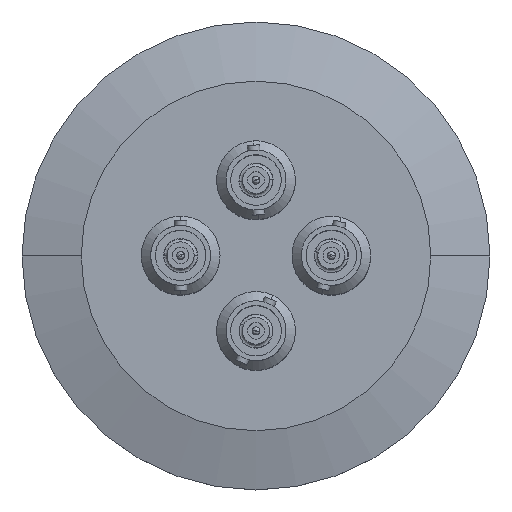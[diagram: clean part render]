
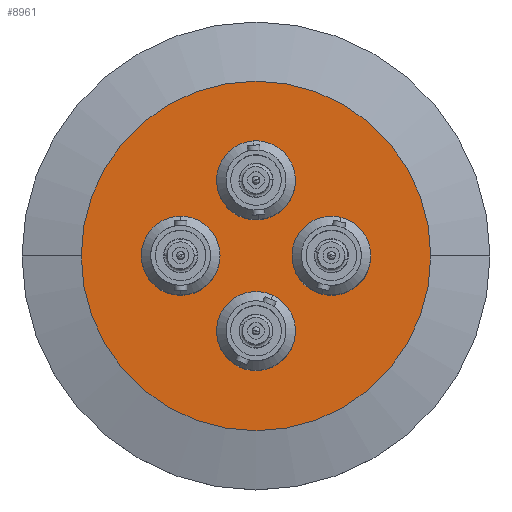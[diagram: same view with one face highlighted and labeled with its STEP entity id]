
A CAD part, top view. The second image highlights one B-rep face of the part: STEP entity #8961.
In plain terms, the highlighted planar face has unit normal (0, 0, 1).
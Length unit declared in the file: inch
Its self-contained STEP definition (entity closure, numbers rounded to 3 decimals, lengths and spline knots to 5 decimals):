
#40 = CARTESIAN_POINT ( 'NONE',  ( 0., 0., 0.2 ) ) ;
#41 = DIRECTION ( 'NONE',  ( 0., 0., 1. ) ) ;
#42 = DIRECTION ( 'NONE',  ( 1., 0., 0. ) ) ;
#914 = CARTESIAN_POINT ( 'NONE',  ( 0., -0.475, 0.2 ) ) ;
#915 = DIRECTION ( 'NONE',  ( 0., 0., 1. ) ) ;
#916 = DIRECTION ( 'NONE',  ( 1., 0., 0. ) ) ;
#1103 = CARTESIAN_POINT ( 'NONE',  ( 0., -0.475, 0.2 ) ) ;
#1104 = DIRECTION ( 'NONE',  ( 0., 0., 1. ) ) ;
#1105 = DIRECTION ( 'NONE',  ( 1., 0., 0. ) ) ;
#1107 = CARTESIAN_POINT ( 'NONE',  ( 0.475, 0., 0.2 ) ) ;
#1108 = DIRECTION ( 'NONE',  ( 0., 0., 1. ) ) ;
#1109 = DIRECTION ( 'NONE',  ( 1., 0., 0. ) ) ;
#1110 = CARTESIAN_POINT ( 'NONE',  ( 0., 0.475, 0.2 ) ) ;
#1111 = DIRECTION ( 'NONE',  ( 0., 0., 1. ) ) ;
#1112 = DIRECTION ( 'NONE',  ( 1., 0., 0. ) ) ;
#1113 = CARTESIAN_POINT ( 'NONE',  ( -0.475, 0., 0.2 ) ) ;
#1114 = DIRECTION ( 'NONE',  ( 0., 0., 1. ) ) ;
#1115 = DIRECTION ( 'NONE',  ( 1., 0., 0. ) ) ;
#1116 = CARTESIAN_POINT ( 'NONE',  ( 0., 0., 0.2 ) ) ;
#1117 = DIRECTION ( 'NONE',  ( 0., 0., 1. ) ) ;
#1118 = DIRECTION ( 'NONE',  ( 1., 0., 0. ) ) ;
#1242 = VERTEX_POINT ( 'NONE', #3569 ) ;
#1243 = VERTEX_POINT ( 'NONE', #3570 ) ;
#1403 = CIRCLE ( 'NONE', #6665, 0.2485 ) ;
#1404 = CIRCLE ( 'NONE', #6669, 1.10179 ) ;
#1406 = CIRCLE ( 'NONE', #6666, 0.2485 ) ;
#1408 = CIRCLE ( 'NONE', #6667, 0.2485 ) ;
#1409 = CIRCLE ( 'NONE', #6668, 0.2485 ) ;
#1925 = VERTEX_POINT ( 'NONE', #2128 ) ;
#1926 = VERTEX_POINT ( 'NONE', #2129 ) ;
#2001 = ORIENTED_EDGE ( 'NONE', *, *, #3942, .F. ) ;
#2128 = CARTESIAN_POINT ( 'NONE',  ( 0.41466, -0.24106, 0.2 ) ) ;
#2129 = CARTESIAN_POINT ( 'NONE',  ( 0.53534, 0.24106, 0.2 ) ) ;
#2552 = DIRECTION ( 'NONE',  ( 0., 0., 1. ) ) ;
#2554 = PLANE ( 'NONE',  #8655 ) ;
#2556 = CARTESIAN_POINT ( 'NONE',  ( 0., 0., 0.2 ) ) ;
#2558 = DIRECTION ( 'NONE',  ( 1., 0., 0. ) ) ;
#3042 = CARTESIAN_POINT ( 'NONE',  ( 0., 0.475, 0.2 ) ) ;
#3043 = DIRECTION ( 'NONE',  ( 0., 0., 1. ) ) ;
#3044 = DIRECTION ( 'NONE',  ( 1., 0., 0. ) ) ;
#3356 = CARTESIAN_POINT ( 'NONE',  ( -0.475, -0.2485, 0.2 ) ) ;
#3357 = CARTESIAN_POINT ( 'NONE',  ( -0.475, 0.2485, 0.2 ) ) ;
#3569 = CARTESIAN_POINT ( 'NONE',  ( 1.10179, 0., 0.2 ) ) ;
#3570 = CARTESIAN_POINT ( 'NONE',  ( -1.10179, 0., 0.2 ) ) ;
#3859 = AXIS2_PLACEMENT_3D ( 'NONE', #40, #41, #42 ) ;
#3942 = EDGE_CURVE ( 'NONE', #10359, #10509, #1403, .T. ) ;
#3943 = EDGE_CURVE ( 'NONE', #1926, #1925, #1406, .T. ) ;
#3944 = EDGE_CURVE ( 'NONE', #7194, #7193, #1408, .T. ) ;
#3945 = EDGE_CURVE ( 'NONE', #9615, #9614, #1409, .T. ) ;
#3946 = EDGE_CURVE ( 'NONE', #1243, #1242, #1404, .T. ) ;
#4208 = CIRCLE ( 'NONE', #3859, 1.10179 ) ;
#4530 = EDGE_CURVE ( 'NONE', #1242, #1243, #4208, .T. ) ;
#5233 = CARTESIAN_POINT ( 'NONE',  ( -0.475, 0., 0.2 ) ) ;
#5234 = DIRECTION ( 'NONE',  ( 0., 0., 1. ) ) ;
#5236 = DIRECTION ( 'NONE',  ( 1., 0., 0. ) ) ;
#5740 = CARTESIAN_POINT ( 'NONE',  ( 0.475, 0., 0.2 ) ) ;
#5742 = DIRECTION ( 'NONE',  ( 0., 0., 1. ) ) ;
#5744 = DIRECTION ( 'NONE',  ( 1., 0., 0. ) ) ;
#6052 = CARTESIAN_POINT ( 'NONE',  ( 0.10489, -0.24972, 0.2 ) ) ;
#6115 = CARTESIAN_POINT ( 'NONE',  ( -0.10489, -0.70028, 0.2 ) ) ;
#6277 = CIRCLE ( 'NONE', #7698, 0.2485 ) ;
#6354 = CIRCLE ( 'NONE', #7729, 0.2485 ) ;
#6665 = AXIS2_PLACEMENT_3D ( 'NONE', #1103, #1104, #1105 ) ;
#6666 = AXIS2_PLACEMENT_3D ( 'NONE', #1107, #1108, #1109 ) ;
#6667 = AXIS2_PLACEMENT_3D ( 'NONE', #1110, #1111, #1112 ) ;
#6668 = AXIS2_PLACEMENT_3D ( 'NONE', #1113, #1114, #1115 ) ;
#6669 = AXIS2_PLACEMENT_3D ( 'NONE', #1116, #1117, #1118 ) ;
#7162 = ORIENTED_EDGE ( 'NONE', *, *, #8464, .F. ) ;
#7163 = ORIENTED_EDGE ( 'NONE', *, *, #3943, .F. ) ;
#7164 = ORIENTED_EDGE ( 'NONE', *, *, #10123, .F. ) ;
#7165 = ORIENTED_EDGE ( 'NONE', *, *, #3944, .F. ) ;
#7166 = ORIENTED_EDGE ( 'NONE', *, *, #9384, .F. ) ;
#7167 = ORIENTED_EDGE ( 'NONE', *, *, #3945, .F. ) ;
#7168 = ORIENTED_EDGE ( 'NONE', *, *, #7958, .F. ) ;
#7169 = ORIENTED_EDGE ( 'NONE', *, *, #3946, .T. ) ;
#7170 = ORIENTED_EDGE ( 'NONE', *, *, #4530, .T. ) ;
#7193 = VERTEX_POINT ( 'NONE', #9084 ) ;
#7194 = VERTEX_POINT ( 'NONE', #9085 ) ;
#7698 = AXIS2_PLACEMENT_3D ( 'NONE', #5233, #5234, #5236 ) ;
#7729 = AXIS2_PLACEMENT_3D ( 'NONE', #914, #915, #916 ) ;
#7958 = EDGE_CURVE ( 'NONE', #9614, #9615, #6277, .T. ) ;
#8159 = AXIS2_PLACEMENT_3D ( 'NONE', #5740, #5742, #5744 ) ;
#8464 = EDGE_CURVE ( 'NONE', #10509, #10359, #6354, .T. ) ;
#8655 = AXIS2_PLACEMENT_3D ( 'NONE', #2556, #2552, #2558 ) ;
#8766 = AXIS2_PLACEMENT_3D ( 'NONE', #3042, #3043, #3044 ) ;
#8961 = ADVANCED_FACE ( 'NONE', ( #10662, #10668, #10664, #10661, #10666 ), #2554, .T. ) ;
#9084 = CARTESIAN_POINT ( 'NONE',  ( 0.01845, 0.22719, 0.2 ) ) ;
#9085 = CARTESIAN_POINT ( 'NONE',  ( -0.01845, 0.72281, 0.2 ) ) ;
#9384 = EDGE_CURVE ( 'NONE', #7193, #7194, #9751, .T. ) ;
#9614 = VERTEX_POINT ( 'NONE', #3356 ) ;
#9615 = VERTEX_POINT ( 'NONE', #3357 ) ;
#9751 = CIRCLE ( 'NONE', #8766, 0.2485 ) ;
#9923 = CIRCLE ( 'NONE', #8159, 0.2485 ) ;
#10123 = EDGE_CURVE ( 'NONE', #1925, #1926, #9923, .T. ) ;
#10218 = EDGE_LOOP ( 'NONE', ( #7169, #7170 ) ) ;
#10222 = EDGE_LOOP ( 'NONE', ( #2001, #7162 ) ) ;
#10223 = EDGE_LOOP ( 'NONE', ( #7163, #7164 ) ) ;
#10224 = EDGE_LOOP ( 'NONE', ( #7167, #7168 ) ) ;
#10225 = EDGE_LOOP ( 'NONE', ( #7165, #7166 ) ) ;
#10359 = VERTEX_POINT ( 'NONE', #6052 ) ;
#10509 = VERTEX_POINT ( 'NONE', #6115 ) ;
#10661 = FACE_BOUND ( 'NONE', #10224, .T. ) ;
#10662 = FACE_BOUND ( 'NONE', #10222, .T. ) ;
#10664 = FACE_BOUND ( 'NONE', #10225, .T. ) ;
#10666 = FACE_OUTER_BOUND ( 'NONE', #10218, .T. ) ;
#10668 = FACE_BOUND ( 'NONE', #10223, .T. ) ;
